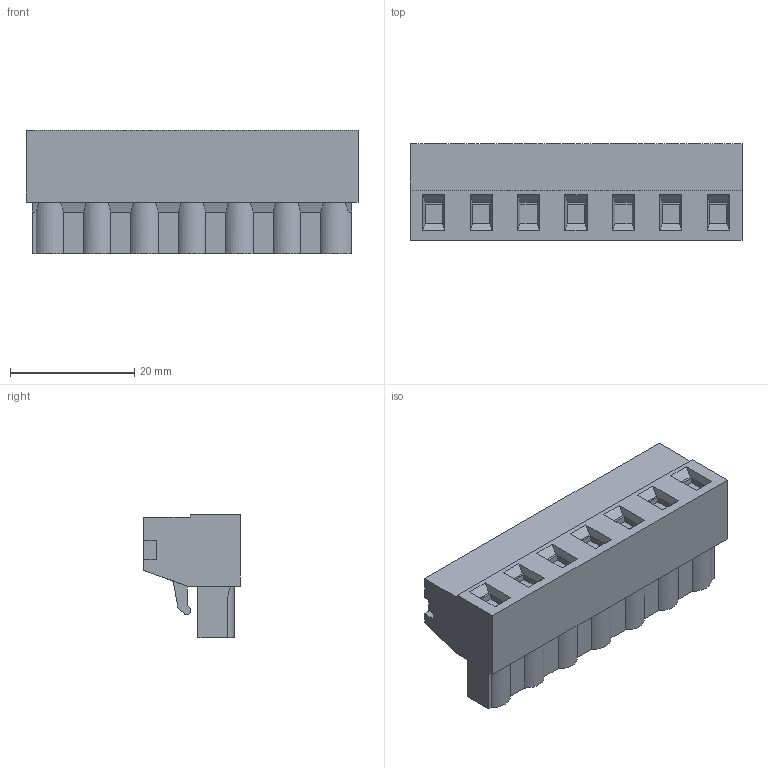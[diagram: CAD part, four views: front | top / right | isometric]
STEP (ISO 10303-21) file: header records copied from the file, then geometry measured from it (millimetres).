
FILE_DESCRIPTION(('STEP AP214'),'1');
FILE_NAME('SH07-7,62.stp','2020-05-26T13:02:39',(' '),(' '),'Spatial InterOp 3D',' ',' ');
FILE_SCHEMA(('automotive_design'));
Length unit declared in the file: metre
Products named in the file (1): 1
Bounding box: 53.34 x 15.5 x 19.85 mm (x, y, z)
Volume: 10491 mm3; surface area: 5048.4 mm2
Topology: 1 solids, 1 shells, 299 faces, 746 edges, 488 vertices
Faces by surface type: plane 247, cylinder 44, cone 7, extrusion 1
Full cylindrical faces by diameter (mm): 1.6 x7, 3.8 x7, 4 x7
Entity records: 10960 total; most frequent: CARTESIAN_POINT 1496, DIRECTION 1431, ORIENTED_EDGE 1408, EDGE_CURVE 704, VECTOR 573, LINE 572, VERTEX_POINT 474, AXIS2_PLACEMENT_3D 429
